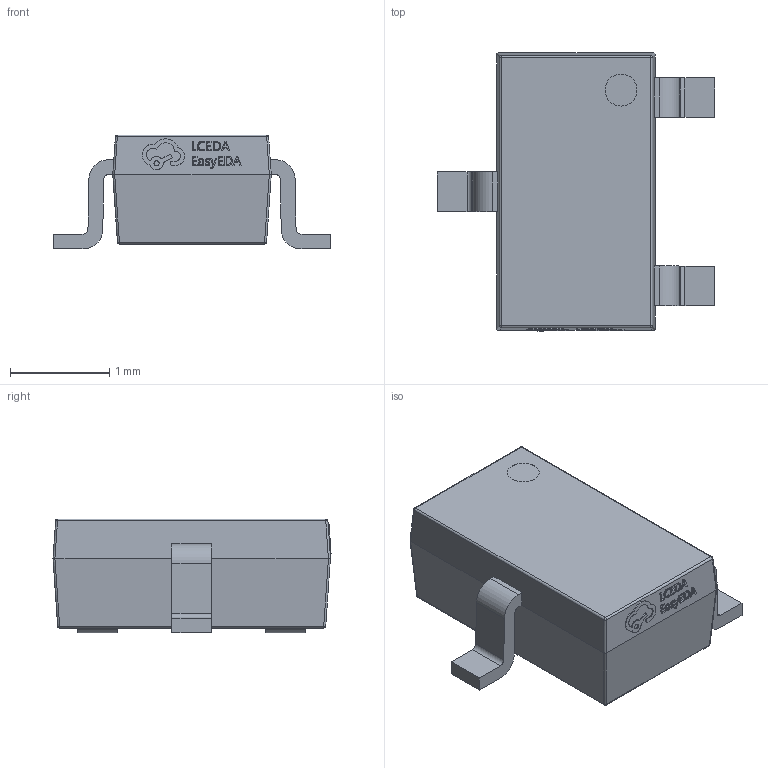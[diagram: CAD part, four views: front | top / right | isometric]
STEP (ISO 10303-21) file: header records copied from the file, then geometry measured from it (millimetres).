
FILE_DESCRIPTION (( 'STEP AP214' ), '1' );
FILE_NAME ('SOT-346_L2.9-W1.6-P1.90-LS2.8-TR-CW-1.STEP', '2023-02-20T07:18:08', ( 'PC' ), ( 'Microsoft' ), 'SwSTEP 2.0', 'SolidWorks 2020', '' );
FILE_SCHEMA (( 'AUTOMOTIVE_DESIGN' ));
Length unit declared in the file: millimetre
Products named in the file (1): SOT-346_L2.9-W1.6-P1.90-LS2.8-TR-CW-1
Bounding box: 2.8 x 2.81 x 1.15 mm (x, y, z)
Volume: 5 mm3; surface area: 21.8 mm2
Topology: 1 solids, 1 shells, 300 faces, 796 edges, 518 vertices
Faces by surface type: plane 164, bspline 98, cylinder 30, sphere 8
Entity records: 13054 total; most frequent: CARTESIAN_POINT 2933, ORIENTED_EDGE 1592, DIRECTION 1050, EDGE_CURVE 796, LINE 540, VECTOR 540, VERTEX_POINT 518, EDGE_LOOP 320
